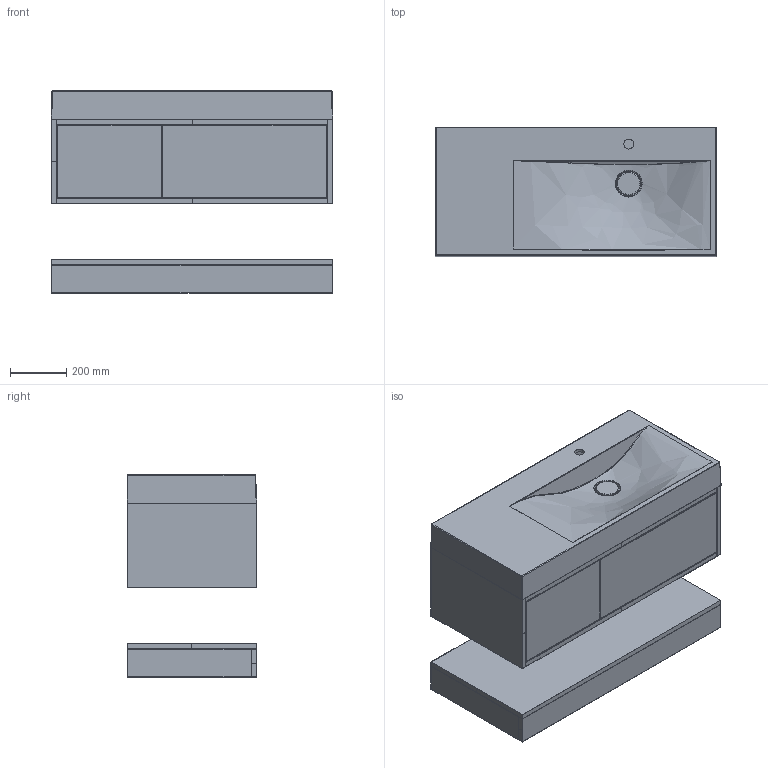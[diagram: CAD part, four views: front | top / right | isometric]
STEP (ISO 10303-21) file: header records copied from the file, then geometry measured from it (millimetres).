
FILE_DESCRIPTION(/* description */ (''),/* implementation_level */ '2;1');
FILE_NAME(/* name */ 'Violla 1000R+Тумба.stp',/* time_stamp */ '2025-07-23T10:49:55+03:00',/* author */ ('ya'),/* organization */ (''),/* preprocessor_version */ 'ST-DEVELOPER v18.1',/* originating_system */ 'Autodesk Inventor 2022',/* authorisation */ '');
FILE_SCHEMA (('AUTOMOTIVE_DESIGN { 1 0 10303 214 3 1 1 }'));
Products named in the file (3): Сборка1; viola 1000 L_MIR; Viola 1000L_MIR
Assembly tree (2 placements, depth 2):
  Сборка1
    viola 1000 L_MIR
    Viola 1000L_MIR
Bounding box: 1000 x 460.01 x 718.11 mm (x, y, z)
Volume: 53065766.1 mm3; surface area: 7923723.4 mm2
Topology: 46 solids, 46 shells, 554 faces, 1306 edges, 817 vertices
Faces by surface type: plane 380, bspline 91, cylinder 55, torus 19, cone 5, sphere 4
Full cylindrical faces by diameter (mm): 6 x4, 10 x4, 35 x1, 45 x1, 82 x1
Entity records: 41084 total; most frequent: CARTESIAN_POINT 28691, ORIENTED_EDGE 2588, DIRECTION 2220, EDGE_CURVE 1294, LINE 906, VECTOR 906, VERTEX_POINT 817, AXIS2_PLACEMENT_3D 657
